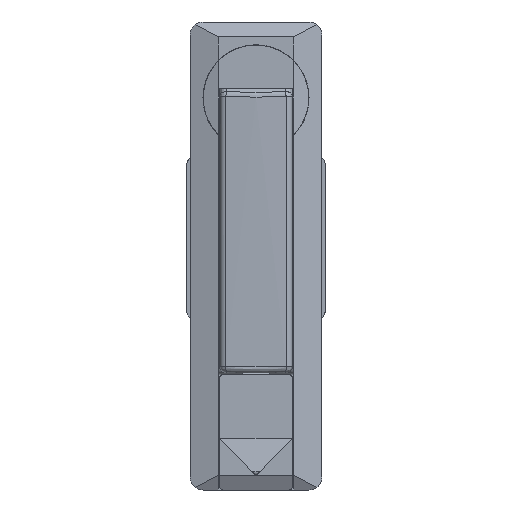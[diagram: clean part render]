
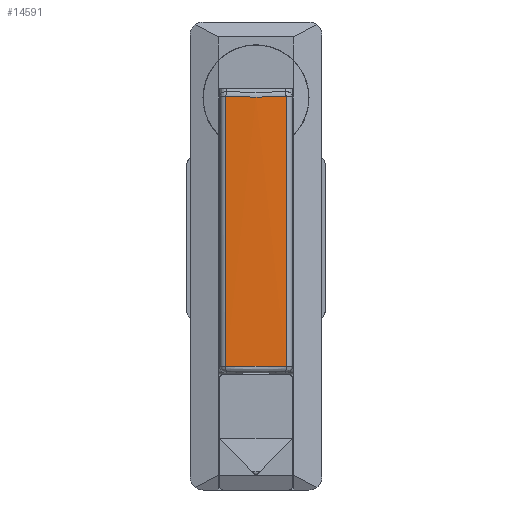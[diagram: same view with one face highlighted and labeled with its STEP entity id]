
A CAD part, front view. The second image highlights one B-rep face of the part: STEP entity #14591.
In plain terms, the highlighted free-form (B-spline) face has degree [1, 2] with [2, 3] control points.
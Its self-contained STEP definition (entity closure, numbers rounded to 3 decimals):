
#13396=CARTESIAN_POINT('',(-5.122,-9.122,-81.422));
#13397=VERTEX_POINT('',#13396);
#13444=CARTESIAN_POINT('',(-5.122,9.122,-81.422));
#13445=VERTEX_POINT('',#13444);
#13467=CARTESIAN_POINT('',(-5.122,9.122,-81.422));
#13468=CARTESIAN_POINT('',(-5.493,3.048,-81.444));
#13469=CARTESIAN_POINT('',(-5.493,-3.048,-81.444));
#13470=CARTESIAN_POINT('',(-5.122,-9.122,-81.422));
#13471=B_SPLINE_CURVE_WITH_KNOTS('',3,(#13467,#13468,#13469,#13470),.UNSPECIFIED.,.F.,.U.,(4,4),(0.,18.255),.UNSPECIFIED.);
#13472=EDGE_CURVE('',#13445,#13397,#13471,.T.);
#14054=CARTESIAN_POINT('',(-5.122,-9.122,0.531));
#14055=VERTEX_POINT('',#14054);
#14129=CARTESIAN_POINT('',(-5.122,9.122,0.531));
#14130=VERTEX_POINT('',#14129);
#14139=CARTESIAN_POINT('',(-5.122,-9.122,0.531));
#14140=CARTESIAN_POINT('',(-5.492,-3.055,0.166));
#14141=CARTESIAN_POINT('',(-5.493,3.055,0.166));
#14142=CARTESIAN_POINT('',(-5.122,9.122,0.531));
#14143=B_SPLINE_CURVE_WITH_KNOTS('',3,(#14139,#14140,#14141,#14142),.UNSPECIFIED.,.F.,.U.,(4,4),(0.,18.265),.UNSPECIFIED.);
#14144=EDGE_CURVE('',#14055,#14130,#14143,.T.);
#14171=CARTESIAN_POINT('',(-5.122,-9.122,-81.422));
#14172=CARTESIAN_POINT('',(-5.122,-9.122,0.531));
#14173=QUASI_UNIFORM_CURVE('',1,(#14171,#14172),.UNSPECIFIED.,.F.,.U.);
#14174=EDGE_CURVE('',#13397,#14055,#14173,.T.);
#14298=CARTESIAN_POINT('',(-5.122,9.122,0.531));
#14299=CARTESIAN_POINT('',(-5.122,9.122,-81.422));
#14300=QUASI_UNIFORM_CURVE('',1,(#14298,#14299),.UNSPECIFIED.,.F.,.U.);
#14301=EDGE_CURVE('',#14130,#13445,#14300,.T.);
#14571=CARTESIAN_POINT('',(-5.064,10.03,2.58));
#14572=CARTESIAN_POINT('',(-5.064,10.03,-83.539));
#14573=CARTESIAN_POINT('',(-5.737,-0.001,2.58));
#14574=CARTESIAN_POINT('',(-5.737,-0.001,-83.539));
#14575=CARTESIAN_POINT('',(-5.064,-10.031,2.58));
#14576=CARTESIAN_POINT('',(-5.064,-10.031,-83.539));
#14584=(BOUNDED_SURFACE()B_SPLINE_SURFACE(1,2,((#14571,#14573,#14575),(#14572,#14574,#14576)),.UNSPECIFIED.,.F.,.F.,.U.)B_SPLINE_SURFACE_WITH_KNOTS((2,2),(3,3),(0.0,86.119),(0.0,20.084),.UNSPECIFIED.)GEOMETRIC_REPRESENTATION_ITEM()RATIONAL_B_SPLINE_SURFACE(((1.,0.997,0.999),(1.,0.997,0.999)))REPRESENTATION_ITEM('')SURFACE());
#14585=ORIENTED_EDGE('',*,*,#14301,.T.);
#14586=ORIENTED_EDGE('',*,*,#13472,.T.);
#14587=ORIENTED_EDGE('',*,*,#14174,.T.);
#14588=ORIENTED_EDGE('',*,*,#14144,.T.);
#14589=EDGE_LOOP('',(#14585,#14586,#14587,#14588));
#14590=FACE_OUTER_BOUND('',#14589,.T.);
#14591=ADVANCED_FACE('',(#14590),#14584,.T.);
